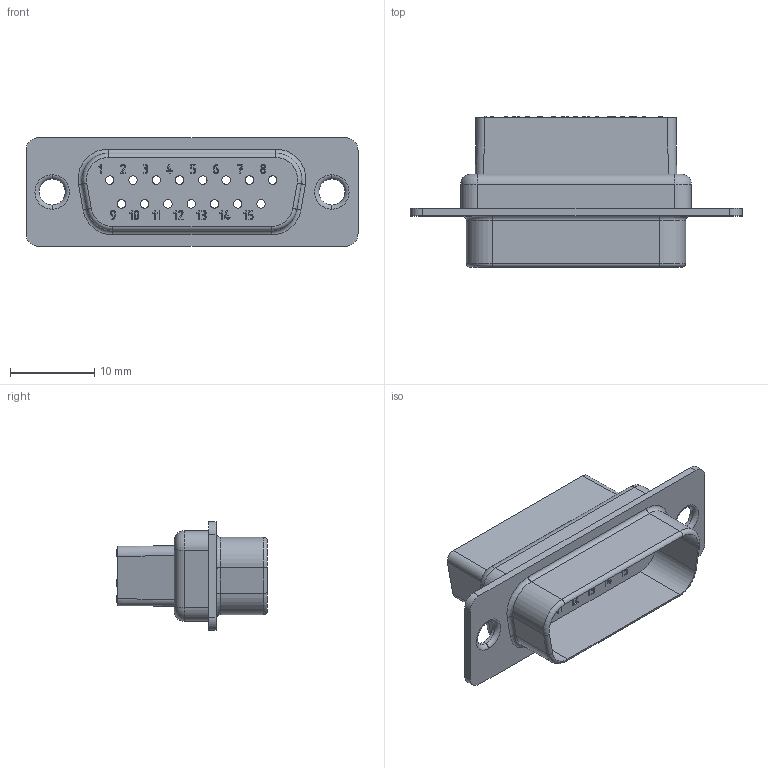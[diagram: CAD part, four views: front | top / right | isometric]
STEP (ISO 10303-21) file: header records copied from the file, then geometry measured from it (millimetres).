
FILE_DESCRIPTION(('Creo Elements/Direct Modeling STEP Export'),'2;1');
FILE_NAME('model.stp','2019-08-08T16:56:43',(''),(''),'Creo Elements/Direct Modeling STEP processor for AP214 (Solid Model)','Creo Elements/Direct Modeling 20.1A 29-Sep-2018 (C) Parametric Technology GmbH','');
FILE_SCHEMA(('AUTOMOTIVE_DESIGN { 1 0 10303 214 1 1 1 1 }'));
Length unit declared in the file: millimetre
Products named in the file (2): VS-15-ST-DSUB-CD-OG.1; VS-15-ST-DSUB-CD-OG
Assembly tree (1 placements, depth 2):
  VS-15-ST-DSUB-CD-OG
    VS-15-ST-DSUB-CD-OG.1
Bounding box: 39.52 x 17.97 x 12.93 mm (x, y, z)
Volume: 2526.5 mm3; surface area: 3152.5 mm2
Topology: 1 solids, 1 shells, 903 faces, 2453 edges, 1624 vertices
Faces by surface type: plane 433, cylinder 422, extrusion 32, torus 16
Entity records: 36005 total; most frequent: CARTESIAN_POINT 5431, ORIENTED_EDGE 4906, DIRECTION 4874, EDGE_CURVE 2453, AXIS2_PLACEMENT_3D 1656, VERTEX_POINT 1624, VECTOR 1562, LINE 1530
